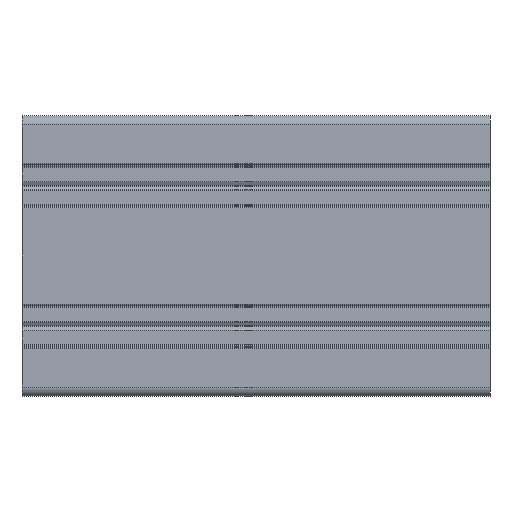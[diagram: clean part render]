
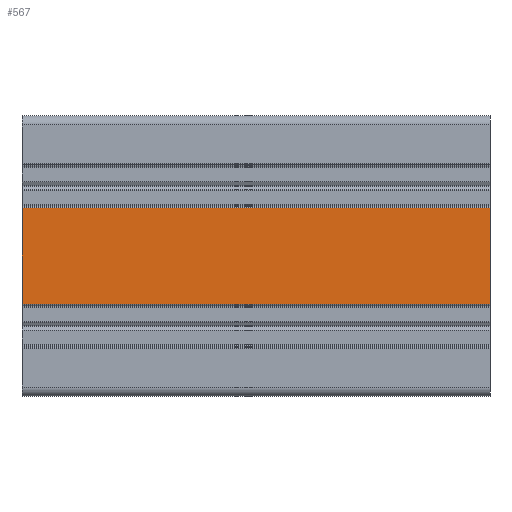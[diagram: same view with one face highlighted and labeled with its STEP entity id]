
A CAD part, left-side view. The second image highlights one B-rep face of the part: STEP entity #567.
In plain terms, the highlighted planar face has unit normal (-1, 0, 0).
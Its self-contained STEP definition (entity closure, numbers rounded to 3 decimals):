
#567 = ADVANCED_FACE( '', ( #1598 ), #1599, .F. );
#1598 = FACE_OUTER_BOUND( '', #3110, .T. );
#1599 = PLANE( '', #3111 );
#3110 = EDGE_LOOP( '', ( #4736, #4737, #4738, #4739 ) );
#3111 = AXIS2_PLACEMENT_3D( '', #4740, #4741, #4742 );
#4736 = ORIENTED_EDGE( '', *, *, #9600, .T. );
#4737 = ORIENTED_EDGE( '', *, *, #9601, .F. );
#4738 = ORIENTED_EDGE( '', *, *, #9602, .F. );
#4739 = ORIENTED_EDGE( '', *, *, #9603, .T. );
#4740 = CARTESIAN_POINT( '', ( -30., 100., 0. ) );
#4741 = DIRECTION( '', ( 1., 0., 0. ) );
#4742 = DIRECTION( '', ( 0., 0., -1. ) );
#9600 = EDGE_CURVE( '', #11666, #11667, #11668, .T. );
#9601 = EDGE_CURVE( '', #11669, #11667, #11670, .T. );
#9602 = EDGE_CURVE( '', #11671, #11669, #11672, .T. );
#9603 = EDGE_CURVE( '', #11671, #11666, #11673, .T. );
#11666 = VERTEX_POINT( '', #14700 );
#11667 = VERTEX_POINT( '', #14701 );
#11668 = LINE( '', #14702, #14703 );
#11669 = VERTEX_POINT( '', #14704 );
#11670 = LINE( '', #14705, #14706 );
#11671 = VERTEX_POINT( '', #14707 );
#11672 = LINE( '', #14708, #14709 );
#11673 = LINE( '', #14710, #14711 );
#14700 = CARTESIAN_POINT( '', ( -30., 0., -10.3 ) );
#14701 = CARTESIAN_POINT( '', ( -30., 0., 10.3 ) );
#14702 = CARTESIAN_POINT( '', ( -30., 0., 0. ) );
#14703 = VECTOR( '', #18446, 1000. );
#14704 = CARTESIAN_POINT( '', ( -30., 100., 10.3 ) );
#14705 = CARTESIAN_POINT( '', ( -30., 100., 10.3 ) );
#14706 = VECTOR( '', #18447, 1000. );
#14707 = CARTESIAN_POINT( '', ( -30., 100., -10.3 ) );
#14708 = CARTESIAN_POINT( '', ( -30., 100., -10.3 ) );
#14709 = VECTOR( '', #18448, 1000. );
#14710 = CARTESIAN_POINT( '', ( -30., 100., -10.3 ) );
#14711 = VECTOR( '', #18449, 1000. );
#18446 = DIRECTION( '', ( 0., 0., 1. ) );
#18447 = DIRECTION( '', ( 0., -1., 0. ) );
#18448 = DIRECTION( '', ( 0., 0., 1. ) );
#18449 = DIRECTION( '', ( 0., -1., 0. ) );
